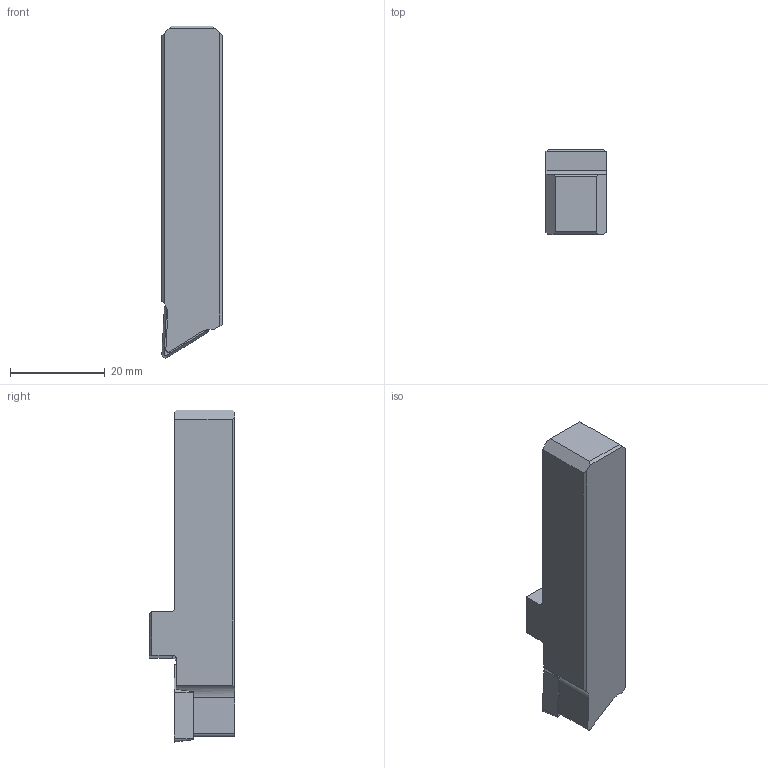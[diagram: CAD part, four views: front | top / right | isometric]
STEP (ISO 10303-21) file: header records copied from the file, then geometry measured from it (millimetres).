
FILE_DESCRIPTION(/* description */ (''),/* implementation_level */ '2;1');
FILE_NAME(/* name */ '1662443693490.stp',/* time_stamp */ '2022-09-06T07:55:09+02:00',/* author */ (''),/* organization */ ('SMS'),/* preprocessor_version */ 'ST-DEVELOPER v16.7',/* originating_system */ 'SIEMENS PLM Software NX 12.0',/* authorisation */ '');
FILE_SCHEMA (('AUTOMOTIVE_DESIGN { 1 0 10303 214 3 1 1 1 }'));
Length unit declared in the file: millimetre
Products named in the file (4): ASSEMBLY_CONSTRUCTION; IsoTurningInsert; 204291683mod000_00; 204291697mod000_00
Assembly tree (3 placements, depth 2):
  204291697mod000_00
    204291683mod000_00
    IsoTurningInsert
    ASSEMBLY_CONSTRUCTION
Bounding box: 12.7 x 18 x 70 mm (x, y, z)
Volume: 11041.4 mm3; surface area: 4241.5 mm2
Topology: 2 solids, 2 shells, 50 faces, 132 edges, 94 vertices
Faces by surface type: plane 31, cone 8, cylinder 7, torus 4
Full cylindrical faces by diameter (mm): 4.4 x2
Entity records: 1743 total; most frequent: CARTESIAN_POINT 344, DIRECTION 276, ORIENTED_EDGE 238, EDGE_CURVE 119, AXIS2_PLACEMENT_3D 97, VERTEX_POINT 82, LINE 82, VECTOR 82
